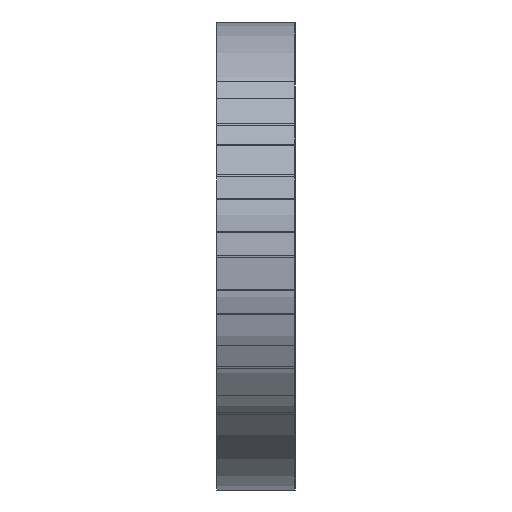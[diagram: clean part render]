
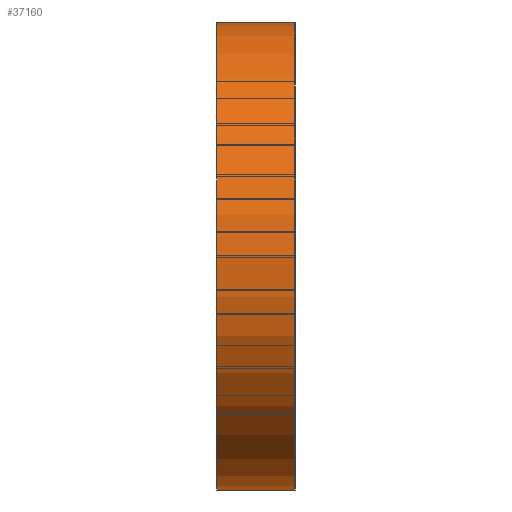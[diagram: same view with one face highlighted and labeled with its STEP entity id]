
A CAD part, left-side view. The second image highlights one B-rep face of the part: STEP entity #37160.
In plain terms, the highlighted cylindrical face has radius 38.1 mm (diameter 76.2 mm), a partial arc.
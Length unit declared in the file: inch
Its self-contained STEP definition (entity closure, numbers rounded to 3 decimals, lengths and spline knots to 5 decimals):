
#2064 = DIRECTION ( 'NONE',  ( 0., 0., -1. ) ) ;
#2261 = CARTESIAN_POINT ( 'NONE',  ( -14.05006, 0.5, 0. ) ) ;
#3624 = AXIS2_PLACEMENT_3D ( 'NONE', #2261, #23736, #5363 ) ;
#5363 = DIRECTION ( 'NONE',  ( 0., 0., 1. ) ) ;
#6412 = VERTEX_POINT ( 'NONE', #29626 ) ;
#6446 = EDGE_CURVE ( 'NONE', #6412, #18558, #6694, .T. ) ;
#6694 = CIRCLE ( 'NONE', #3624, 1.5 ) ;
#6860 = CARTESIAN_POINT ( 'NONE',  ( -14.05006, 0.5, -1.5 ) ) ;
#6966 = VECTOR ( 'NONE', #34354, 39.37008 ) ;
#8262 = CARTESIAN_POINT ( 'NONE',  ( -14.05006, 0.5, 1.5 ) ) ;
#9506 = EDGE_CURVE ( 'NONE', #6412, #24203, #24246, .T. ) ;
#11364 = DIRECTION ( 'NONE',  ( 0., -1., 0. ) ) ;
#12508 = EDGE_LOOP ( 'NONE', ( #25526, #37984, #22203, #27849 ) ) ;
#14657 = CARTESIAN_POINT ( 'NONE',  ( -14.05006, 0., 0. ) ) ;
#17781 = DIRECTION ( 'NONE',  ( 0., 0., 1. ) ) ;
#18558 = VERTEX_POINT ( 'NONE', #27925 ) ;
#21257 = AXIS2_PLACEMENT_3D ( 'NONE', #23542, #11364, #2064 ) ;
#21625 = CYLINDRICAL_SURFACE ( 'NONE', #21257, 1.5 ) ;
#22203 = ORIENTED_EDGE ( 'NONE', *, *, #6446, .F. ) ;
#23542 = CARTESIAN_POINT ( 'NONE',  ( -14.05006, 0.5, 0. ) ) ;
#23736 = DIRECTION ( 'NONE',  ( 0., 1., 0. ) ) ;
#24203 = VERTEX_POINT ( 'NONE', #33549 ) ;
#24246 = LINE ( 'NONE', #6860, #6966 ) ;
#25526 = ORIENTED_EDGE ( 'NONE', *, *, #32580, .T. ) ;
#27849 = ORIENTED_EDGE ( 'NONE', *, *, #9506, .T. ) ;
#27925 = CARTESIAN_POINT ( 'NONE',  ( -14.05006, 0.5, 1.5 ) ) ;
#29356 = VERTEX_POINT ( 'NONE', #31624 ) ;
#29626 = CARTESIAN_POINT ( 'NONE',  ( -14.05006, 0.5, -1.5 ) ) ;
#29697 = DIRECTION ( 'NONE',  ( 0., -1., 0. ) ) ;
#30704 = VECTOR ( 'NONE', #29697, 39.37008 ) ;
#31624 = CARTESIAN_POINT ( 'NONE',  ( -14.05006, 0., 1.5 ) ) ;
#31650 = FACE_OUTER_BOUND ( 'NONE', #12508, .T. ) ;
#32580 = EDGE_CURVE ( 'NONE', #24203, #29356, #32919, .T. ) ;
#32919 = CIRCLE ( 'NONE', #39056, 1.5 ) ;
#33549 = CARTESIAN_POINT ( 'NONE',  ( -14.05006, 0., -1.5 ) ) ;
#34354 = DIRECTION ( 'NONE',  ( 0., -1., 0. ) ) ;
#36073 = DIRECTION ( 'NONE',  ( 0., 1., 0. ) ) ;
#37158 = EDGE_CURVE ( 'NONE', #18558, #29356, #38837, .T. ) ;
#37160 = ADVANCED_FACE ( 'NONE', ( #31650 ), #21625, .T. ) ;
#37984 = ORIENTED_EDGE ( 'NONE', *, *, #37158, .F. ) ;
#38837 = LINE ( 'NONE', #8262, #30704 ) ;
#39056 = AXIS2_PLACEMENT_3D ( 'NONE', #14657, #36073, #17781 ) ;
